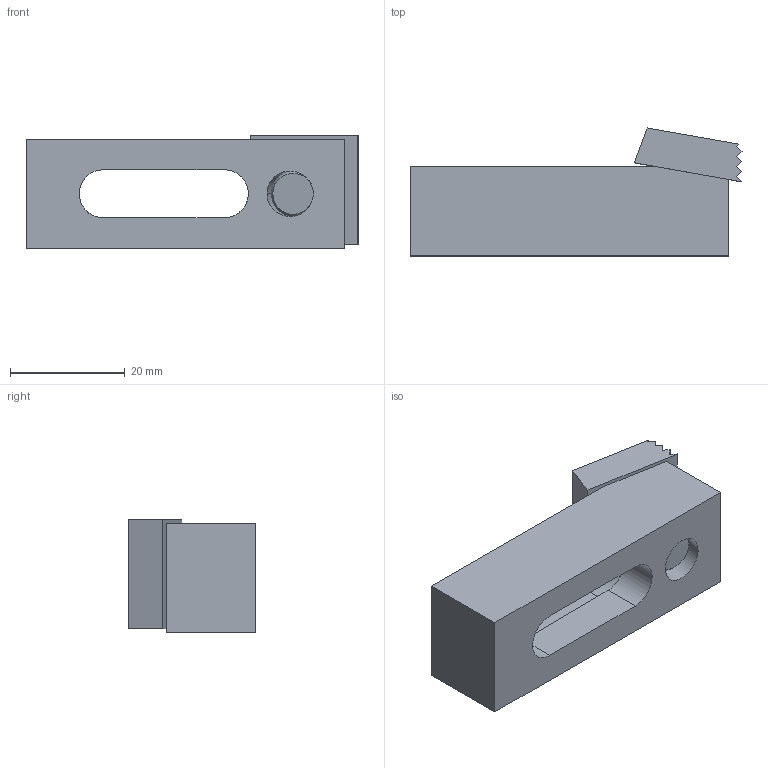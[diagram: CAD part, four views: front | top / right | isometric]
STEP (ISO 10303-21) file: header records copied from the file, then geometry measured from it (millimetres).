
FILE_DESCRIPTION (( 'STEP AP214' ), '1' );
FILE_NAME ('23145.STEP', '2020-07-09T13:11:35', ( 'Mike W' ), ( '' ), 'SwSTEP 2.0', 'SolidWorks 2018', '' );
FILE_SCHEMA (( 'AUTOMOTIVE_DESIGN' ));
Length unit declared in the file: inch
Products named in the file (4): 21006_21006; 10370_10370; MF BASES, All Without Steps_23145; 23145
Assembly tree (3 placements, depth 2):
  23145
    MF BASES, All Without Steps_23145
    10370_10370
    21006_21006
Bounding box: 57.86 x 22.27 x 19.67 mm (x, y, z)
Volume: 12641.2 mm3; surface area: 7645.5 mm2
Topology: 3 solids, 3 shells, 82 faces, 200 edges, 128 vertices
Faces by surface type: plane 38, cylinder 27, cone 12, bspline 3, sphere 2
Entity records: 4456 total; most frequent: CARTESIAN_POINT 2485, ORIENTED_EDGE 400, DIRECTION 344, EDGE_CURVE 200, VERTEX_POINT 128, AXIS2_PLACEMENT_3D 118, VECTOR 108, LINE 108
